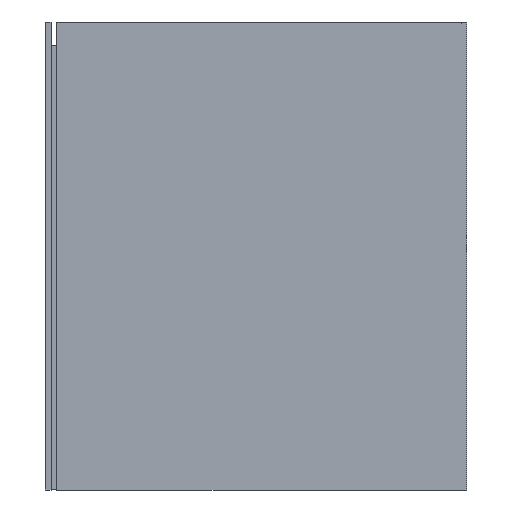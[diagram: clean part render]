
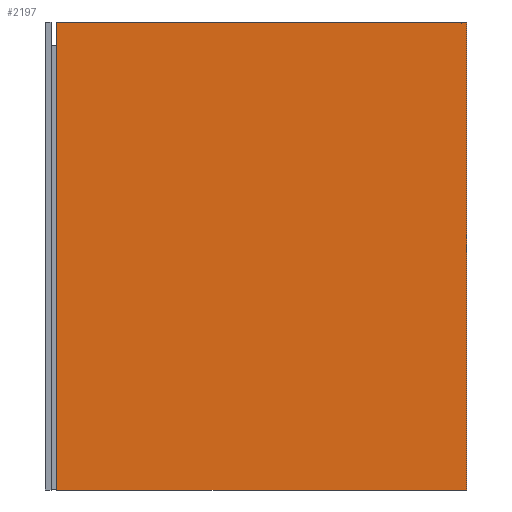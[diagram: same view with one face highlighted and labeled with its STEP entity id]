
A CAD part, left-side view. The second image highlights one B-rep face of the part: STEP entity #2197.
In plain terms, the highlighted planar face has unit normal (-1, 0, 0).
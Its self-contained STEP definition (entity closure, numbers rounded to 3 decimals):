
#1 = CARTESIAN_POINT ( 'NONE',  ( -375., -12., 250. ) ) ;
#22 = PLANE ( 'NONE',  #2111 ) ;
#30 = VECTOR ( 'NONE', #186, 1000. ) ;
#61 = ORIENTED_EDGE ( 'NONE', *, *, #1136, .F. ) ;
#139 = VECTOR ( 'NONE', #1348, 1000. ) ;
#186 = DIRECTION ( 'NONE',  ( 0., 1., 0. ) ) ;
#207 = CARTESIAN_POINT ( 'NONE',  ( -375., -12., -250. ) ) ;
#215 = VECTOR ( 'NONE', #2445, 1000. ) ;
#270 = ORIENTED_EDGE ( 'NONE', *, *, #2821, .T. ) ;
#293 = LINE ( 'NONE', #2781, #1072 ) ;
#384 = EDGE_CURVE ( 'NONE', #2015, #1960, #293, .T. ) ;
#925 = DIRECTION ( 'NONE',  ( -1., 0., 0. ) ) ;
#1072 = VECTOR ( 'NONE', #2549, 1000. ) ;
#1084 = EDGE_CURVE ( 'NONE', #1982, #1663, #2897, .T. ) ;
#1136 = EDGE_CURVE ( 'NONE', #1960, #1663, #2616, .T. ) ;
#1250 = CARTESIAN_POINT ( 'NONE',  ( -375., -12., 250. ) ) ;
#1328 = CARTESIAN_POINT ( 'NONE',  ( -375., -12., 1118.53 ) ) ;
#1331 = CARTESIAN_POINT ( 'NONE',  ( -375., -12., 1118.53 ) ) ;
#1348 = DIRECTION ( 'NONE',  ( 0., 1., 0. ) ) ;
#1349 = ORIENTED_EDGE ( 'NONE', *, *, #384, .F. ) ;
#1663 = VERTEX_POINT ( 'NONE', #207 ) ;
#1711 = CARTESIAN_POINT ( 'NONE',  ( -375., -12., -250. ) ) ;
#1829 = DIRECTION ( 'NONE',  ( 0., -1., 0. ) ) ;
#1960 = VERTEX_POINT ( 'NONE', #2392 ) ;
#1982 = VERTEX_POINT ( 'NONE', #1250 ) ;
#2015 = VERTEX_POINT ( 'NONE', #2175 ) ;
#2111 = AXIS2_PLACEMENT_3D ( 'NONE', #1328, #925, #1829 ) ;
#2175 = CARTESIAN_POINT ( 'NONE',  ( -375., -450., 250. ) ) ;
#2197 = ADVANCED_FACE ( 'NONE', ( #2707 ), #22, .T. ) ;
#2263 = ORIENTED_EDGE ( 'NONE', *, *, #1084, .T. ) ;
#2388 = EDGE_LOOP ( 'NONE', ( #1349, #270, #2263, #61 ) ) ;
#2392 = CARTESIAN_POINT ( 'NONE',  ( -375., -450., -250. ) ) ;
#2445 = DIRECTION ( 'NONE',  ( 0., 0., -1. ) ) ;
#2549 = DIRECTION ( 'NONE',  ( 0., 0., -1. ) ) ;
#2616 = LINE ( 'NONE', #1711, #30 ) ;
#2707 = FACE_OUTER_BOUND ( 'NONE', #2388, .T. ) ;
#2781 = CARTESIAN_POINT ( 'NONE',  ( -375., -450., 1118.53 ) ) ;
#2821 = EDGE_CURVE ( 'NONE', #2015, #1982, #2917, .T. ) ;
#2897 = LINE ( 'NONE', #1331, #215 ) ;
#2917 = LINE ( 'NONE', #1, #139 ) ;
